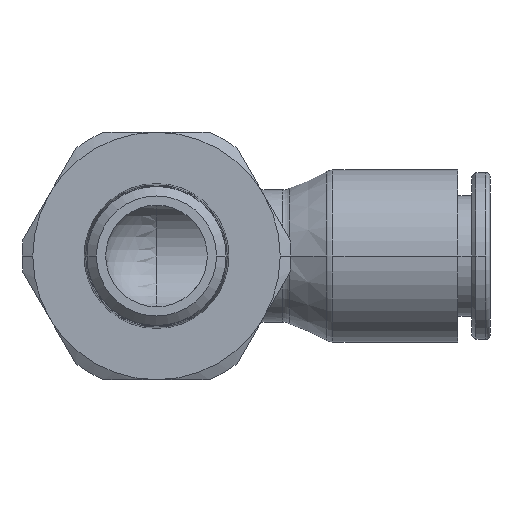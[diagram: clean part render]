
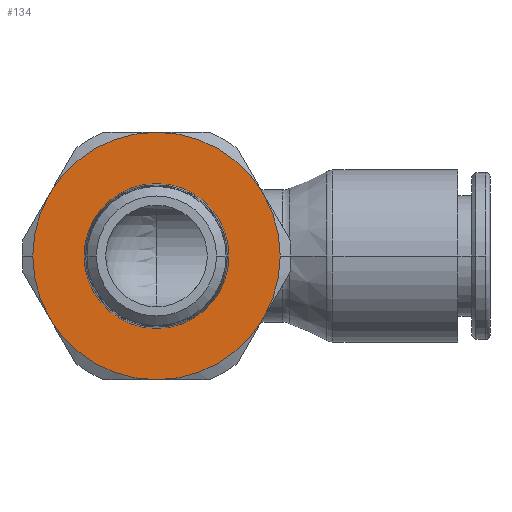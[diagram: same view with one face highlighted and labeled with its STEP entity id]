
A CAD part, front view. The second image highlights one B-rep face of the part: STEP entity #134.
In plain terms, the highlighted planar face has unit normal (0, -1, 0).
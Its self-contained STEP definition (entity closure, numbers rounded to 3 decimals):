
#134=ADVANCED_FACE('',(#360,#361),#362,.F.);
#360=FACE_BOUND('',#627,.T.);
#361=FACE_OUTER_BOUND('',#628,.T.);
#362=PLANE('',#629);
#627=EDGE_LOOP('',(#1413,#1414));
#628=EDGE_LOOP('',(#1415,#1416,#1417,#1418,#1419,#1420,#1421,#1422));
#629=AXIS2_PLACEMENT_3D('',#1423,#1424,#1425);
#1413=ORIENTED_EDGE('',*,*,#1953,.T.);
#1414=ORIENTED_EDGE('',*,*,#1802,.T.);
#1415=ORIENTED_EDGE('',*,*,#1788,.F.);
#1416=ORIENTED_EDGE('',*,*,#1968,.F.);
#1417=ORIENTED_EDGE('',*,*,#1969,.F.);
#1418=ORIENTED_EDGE('',*,*,#1784,.F.);
#1419=ORIENTED_EDGE('',*,*,#1970,.F.);
#1420=ORIENTED_EDGE('',*,*,#1971,.F.);
#1421=ORIENTED_EDGE('',*,*,#1972,.F.);
#1422=ORIENTED_EDGE('',*,*,#1973,.F.);
#1423=CARTESIAN_POINT('',(0.,0.01,0.));
#1424=DIRECTION('',(0.0,1.0,0.0));
#1425=DIRECTION('',(0.0,0.0,1.0));
#1784=EDGE_CURVE('',#2154,#2156,#2157,.T.);
#1788=EDGE_CURVE('',#2161,#2159,#2163,.T.);
#1802=EDGE_CURVE('',#2185,#2187,#2189,.T.);
#1953=EDGE_CURVE('',#2187,#2185,#2434,.T.);
#1968=EDGE_CURVE('',#2455,#2161,#2456,.T.);
#1969=EDGE_CURVE('',#2156,#2455,#2457,.T.);
#1970=EDGE_CURVE('',#2458,#2154,#2459,.T.);
#1971=EDGE_CURVE('',#2460,#2458,#2461,.T.);
#1972=EDGE_CURVE('',#2462,#2460,#2463,.T.);
#1973=EDGE_CURVE('',#2159,#2462,#2464,.T.);
#2154=VERTEX_POINT('',#2752);
#2156=VERTEX_POINT('',#2755);
#2157=CIRCLE('',#2756,11.5);
#2159=VERTEX_POINT('',#2769);
#2161=VERTEX_POINT('',#2772);
#2163=CIRCLE('',#2785,11.5);
#2185=VERTEX_POINT('',#2813);
#2187=VERTEX_POINT('',#2816);
#2189=CIRCLE('',#2819,6.735);
#2434=CIRCLE('',#3336,6.735);
#2455=VERTEX_POINT('',#3357);
#2456=CIRCLE('',#3358,11.5);
#2457=CIRCLE('',#3359,11.5);
#2458=VERTEX_POINT('',#3360);
#2459=CIRCLE('',#3361,11.5);
#2460=VERTEX_POINT('',#3362);
#2461=CIRCLE('',#3363,11.5);
#2462=VERTEX_POINT('',#3364);
#2463=CIRCLE('',#3365,11.5);
#2464=CIRCLE('',#3366,11.5);
#2752=CARTESIAN_POINT('',(11.5,0.01,0.));
#2755=CARTESIAN_POINT('',(9.959,0.01,-5.75));
#2756=AXIS2_PLACEMENT_3D('',#3838,#3839,#3840);
#2769=CARTESIAN_POINT('',(-11.5,0.01,0.));
#2772=CARTESIAN_POINT('',(-9.959,0.01,-5.75));
#2785=AXIS2_PLACEMENT_3D('',#3842,#3843,#3844);
#2813=CARTESIAN_POINT('',(6.735,0.01,0.));
#2816=CARTESIAN_POINT('',(-6.735,0.01,0.));
#2819=AXIS2_PLACEMENT_3D('',#3868,#3869,#3870);
#3336=AXIS2_PLACEMENT_3D('',#4196,#4197,#4198);
#3357=CARTESIAN_POINT('',(0.0,0.01,-11.5));
#3358=AXIS2_PLACEMENT_3D('',#4241,#4242,#4243);
#3359=AXIS2_PLACEMENT_3D('',#4244,#4245,#4246);
#3360=CARTESIAN_POINT('',(9.959,0.01,5.75));
#3361=AXIS2_PLACEMENT_3D('',#4247,#4248,#4249);
#3362=CARTESIAN_POINT('',(0.,0.01,11.5));
#3363=AXIS2_PLACEMENT_3D('',#4250,#4251,#4252);
#3364=CARTESIAN_POINT('',(-9.959,0.01,5.75));
#3365=AXIS2_PLACEMENT_3D('',#4253,#4254,#4255);
#3366=AXIS2_PLACEMENT_3D('',#4256,#4257,#4258);
#3838=CARTESIAN_POINT('',(0.0,0.01,0.0));
#3839=DIRECTION('',(-0.0,1.0,0.0));
#3840=DIRECTION('',(1.0,0.0,0.0));
#3842=CARTESIAN_POINT('',(0.0,0.01,0.0));
#3843=DIRECTION('',(-0.0,1.0,0.0));
#3844=DIRECTION('',(1.0,0.0,0.0));
#3868=CARTESIAN_POINT('',(0.0,0.01,0.0));
#3869=DIRECTION('',(-0.0,1.0,0.0));
#3870=DIRECTION('',(1.0,0.0,0.0));
#4196=CARTESIAN_POINT('',(0.0,0.01,0.0));
#4197=DIRECTION('',(-0.0,1.0,0.0));
#4198=DIRECTION('',(1.0,0.0,0.0));
#4241=CARTESIAN_POINT('',(0.0,0.01,0.0));
#4242=DIRECTION('',(-0.0,1.0,0.0));
#4243=DIRECTION('',(1.0,0.0,0.0));
#4244=CARTESIAN_POINT('',(0.0,0.01,0.0));
#4245=DIRECTION('',(-0.0,1.0,0.0));
#4246=DIRECTION('',(1.0,0.0,0.0));
#4247=CARTESIAN_POINT('',(0.0,0.01,0.0));
#4248=DIRECTION('',(-0.0,1.0,0.0));
#4249=DIRECTION('',(1.0,0.0,0.0));
#4250=CARTESIAN_POINT('',(0.0,0.01,0.0));
#4251=DIRECTION('',(-0.0,1.0,0.0));
#4252=DIRECTION('',(1.0,0.0,0.0));
#4253=CARTESIAN_POINT('',(0.0,0.01,0.0));
#4254=DIRECTION('',(-0.0,1.0,0.0));
#4255=DIRECTION('',(1.0,0.0,0.0));
#4256=CARTESIAN_POINT('',(0.0,0.01,0.0));
#4257=DIRECTION('',(-0.0,1.0,0.0));
#4258=DIRECTION('',(1.0,0.0,0.0));
